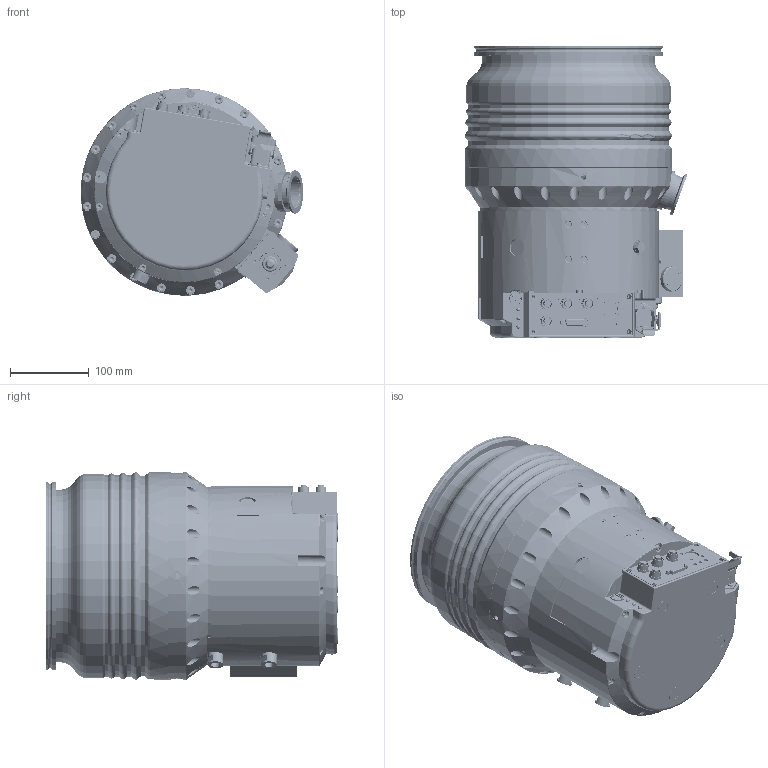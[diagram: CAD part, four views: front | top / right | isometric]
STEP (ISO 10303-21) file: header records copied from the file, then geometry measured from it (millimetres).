
FILE_DESCRIPTION(/* description */ (''),/* implementation_level */ '2;1');
FILE_NAME(/* name */ 'PM902110B.stp',/* time_stamp */ '2021-11-23T09:50:57+01:00',/* author */ ('HAHN-D'),/* organization */ (''),/* preprocessor_version */ 'ST-DEVELOPER v18.1',/* originating_system */ 'Autodesk Inventor 2021',/* authorisation */ '');
FILE_SCHEMA (('AUTOMOTIVE_DESIGN { 1 0 10303 214 3 1 1 }'));
Products named in the file (1): PM902110B.ipt
Bounding box: 283.27 x 371.3 x 264 mm (x, y, z)
Volume: 16153501.4 mm3; surface area: 661142.8 mm2
Topology: 1 solids, 115 shells, 3633 faces, 9047 edges, 5902 vertices
Faces by surface type: plane 1755, cylinder 992, bspline 440, cone 293, torus 143, sphere 10
Full cylindrical faces by diameter (mm): 0.4 x3, 0.5 x3, 0.507 x2, 0.8 x3, 0.95 x1, 1.05 x1, 1.5 x1, 1.6 x2, 2 x2, 2.4 x1, 2.459 x4, 2.5 x4, 2.7 x2, 2.874 x2, 3 x11, 3.1 x4, 3.2 x2, 3.242 x9, 3.4 x10, 3.5 x7, 3.838 x3, 4 x11, 4.3 x7, 4.5 x18, 4.8 x5, 4.9 x3, 4.917 x20, 5 x6, 5.1 x4, 5.5 x4
Entity records: 133855 total; most frequent: CARTESIAN_POINT 45878, ORIENTED_EDGE 17980, DIRECTION 16262, EDGE_CURVE 8990, AXIS2_PLACEMENT_3D 5964, VERTEX_POINT 5902, LINE 4334, VECTOR 4334
